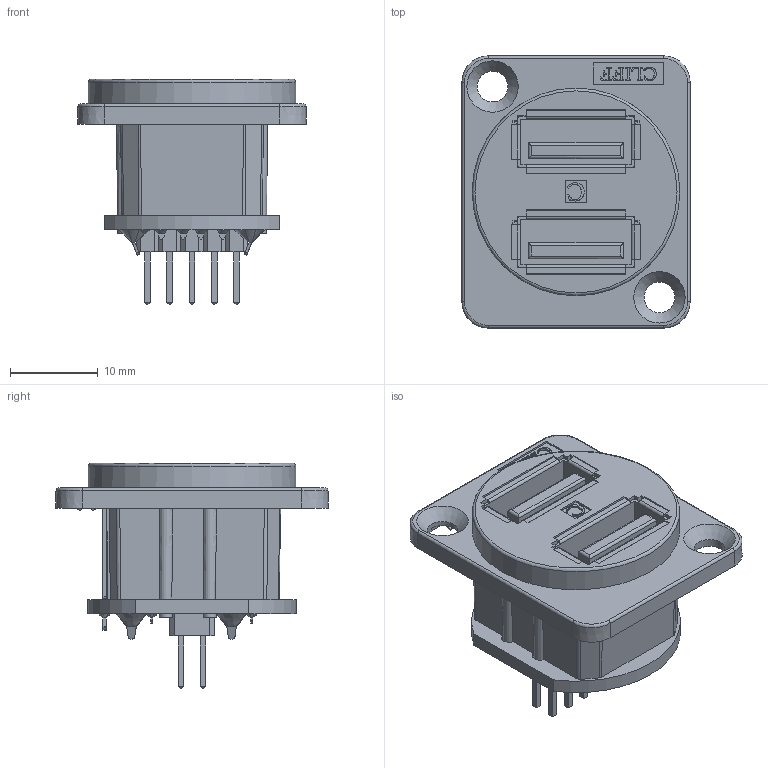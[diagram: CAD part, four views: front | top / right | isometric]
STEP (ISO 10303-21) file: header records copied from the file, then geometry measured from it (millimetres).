
FILE_DESCRIPTION(/* description */ (''),/* implementation_level */ '2;1');
FILE_NAME(/* name */ 'CP30100.stp',/* time_stamp */ '2017-11-28T14:34:55+00:00',/* author */ ('tottley'),/* organization */ (''),/* preprocessor_version */ 'ST-DEVELOPER v16.1',/* originating_system */ 'Autodesk Inventor 2016',/* authorisation */ '');
FILE_SCHEMA (('AUTOMOTIVE_DESIGN { 1 0 10303 214 3 1 1 }'));
Length unit declared in the file: millimetre
Products named in the file (1): Part3
Bounding box: 26 x 31 x 25.64 mm (x, y, z)
Volume: 4667.5 mm3; surface area: 8966.5 mm2
Topology: 1 solids, 1 shells, 1427 faces, 3828 edges, 2480 vertices
Faces by surface type: plane 966, bspline 336, cylinder 101, cone 19, torus 5
Full cylindrical faces by diameter (mm): 0.8 x8, 1 x10, 1.1 x1, 1.75 x4, 2.3 x4, 3.5 x2
Entity records: 49121 total; most frequent: CARTESIAN_POINT 14334, ORIENTED_EDGE 7552, DIRECTION 5533, EDGE_CURVE 3776, LINE 2851, VECTOR 2851, VERTEX_POINT 2465, EDGE_LOOP 1601
